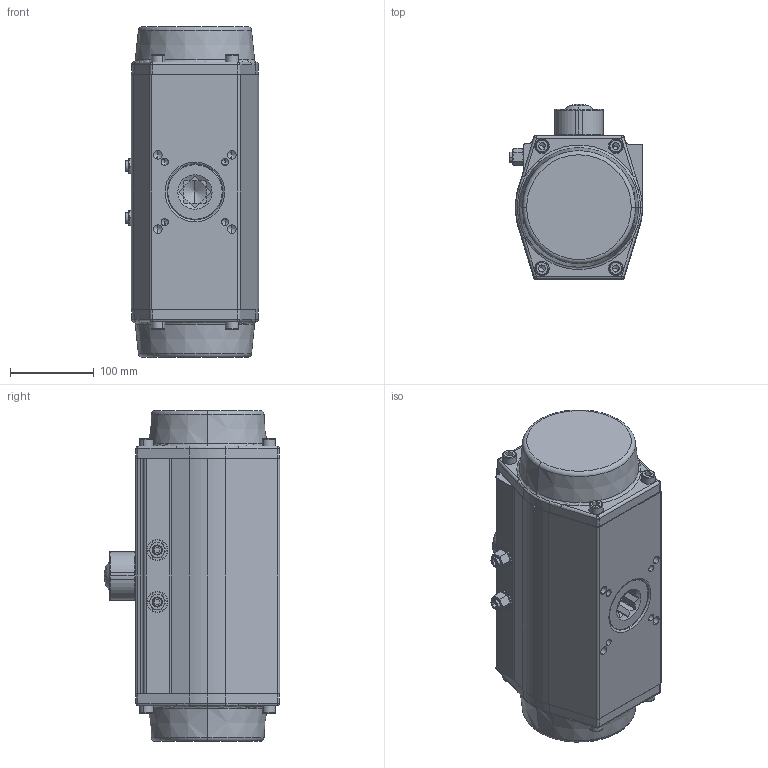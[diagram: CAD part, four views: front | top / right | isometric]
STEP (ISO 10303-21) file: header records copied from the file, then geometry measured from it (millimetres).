
FILE_DESCRIPTION (( 'STEP AP203' ), '1' );
FILE_NAME ('GD-140-090-V27-FG-SA-Doku.step', '2019-01-14T07:36:30', ( '' ), ( '' ), 'SwSTEP 2.0', 'SolidWorks 2018', '' );
FILE_SCHEMA (( 'CONFIG_CONTROL_DESIGN' ));
Length unit declared in the file: millimetre
Products named in the file (1): GD-140-090-V27-FG-SA-Doku
Bounding box: 159 x 209.19 x 395 mm (x, y, z)
Volume: 3474284.2 mm3; surface area: 669895 mm2
Topology: 25 solids, 25 shells, 2632 faces, 6328 edges, 3697 vertices
Faces by surface type: cylinder 872, plane 640, torus 544, bspline 290, cone 148, sphere 138
Entity records: 86269 total; most frequent: CARTESIAN_POINT 26332, DIRECTION 13288, ORIENTED_EDGE 12240, EDGE_CURVE 6120, AXIS2_PLACEMENT_3D 5515, VERTEX_POINT 3647, CIRCLE 3172, EDGE_LOOP 2789
